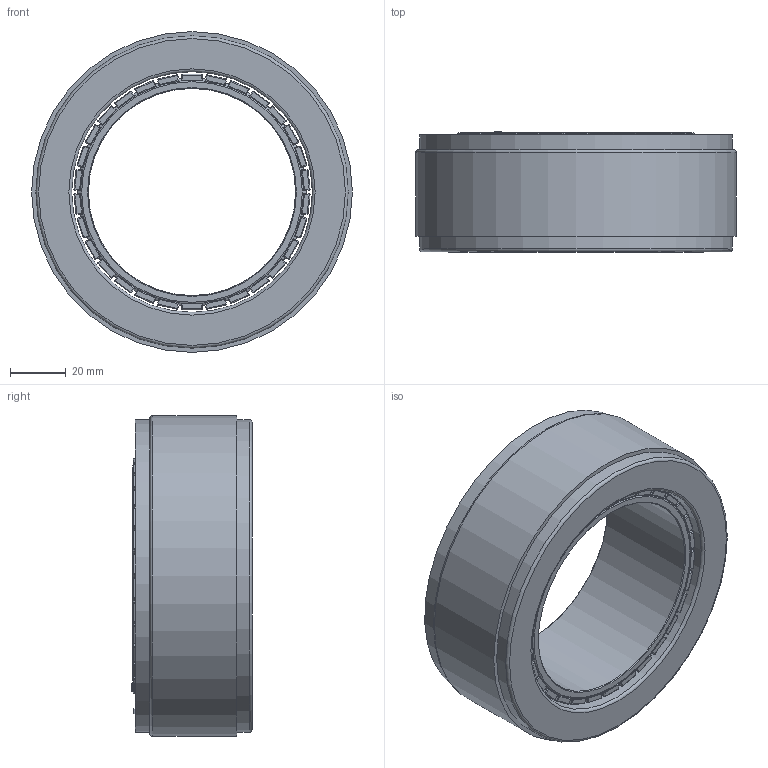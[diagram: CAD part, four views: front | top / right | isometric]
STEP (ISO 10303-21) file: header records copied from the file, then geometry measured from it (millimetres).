
FILE_DESCRIPTION(/* description */ (''),/* implementation_level */ '2;1');
FILE_NAME(/* name */ 'ATD 115x25 DS(MS).stp',/* time_stamp */ '2023-01-16T11:00:30+05:00',/* author */ ('DolgushevVS'),/* organization */ (''),/* preprocessor_version */ 'ST-DEVELOPER v18.1',/* originating_system */ 'Autodesk Inventor 2021',/* authorisation */ '');
FILE_SCHEMA (('AUTOMOTIVE_DESIGN { 1 0 10303 214 3 1 1 }'));
Length unit declared in the file: millimetre
Products named in the file (1): ATD 115x25 DS(MS) упр
Bounding box: 114.6 x 42.94 x 114.6 mm (x, y, z)
Volume: 225898.4 mm3; surface area: 67071 mm2
Topology: 2 solids, 2 shells, 1318 faces, 2932 edges, 1646 vertices
Faces by surface type: plane 540, cylinder 514, sphere 248, bspline 8, torus 4, cone 4
Full cylindrical faces by diameter (mm): 1.61 x18, 4 x18, 74 x1, 86 x1, 90 x1, 111.6 x1, 111.8 x1, 114.6 x1
Entity records: 37752 total; most frequent: CARTESIAN_POINT 7561, DIRECTION 6352, ORIENTED_EDGE 5848, EDGE_CURVE 2924, AXIS2_PLACEMENT_3D 2441, VERTEX_POINT 1646, LINE 1470, VECTOR 1470
